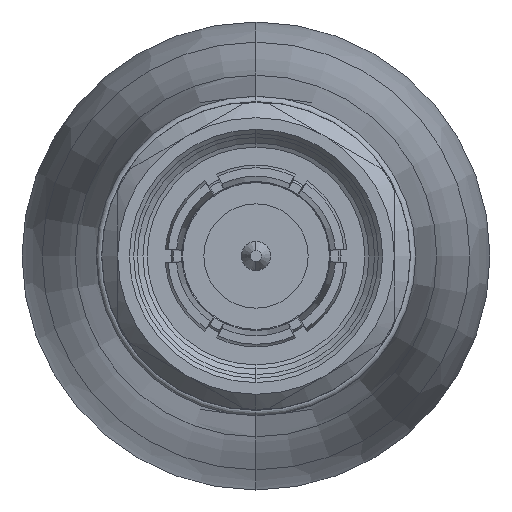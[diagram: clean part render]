
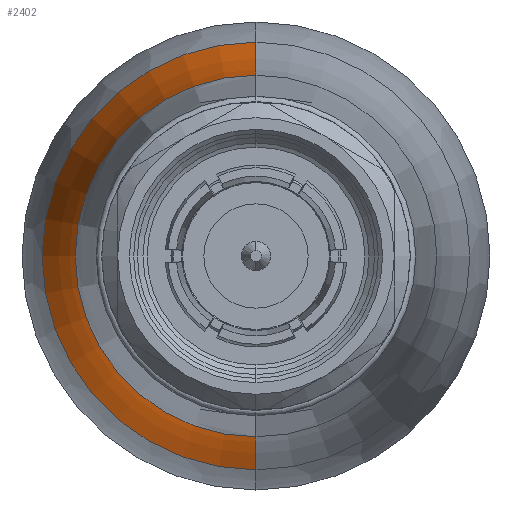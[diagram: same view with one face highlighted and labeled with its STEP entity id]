
A CAD part, left-side view. The second image highlights one B-rep face of the part: STEP entity #2402.
In plain terms, the highlighted toroidal (fillet/blend) face has major radius 58.467 mm and minor radius 50 mm.
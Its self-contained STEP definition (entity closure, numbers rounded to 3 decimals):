
#20 = DIRECTION ( 'NONE',  ( 0., 0., 1. ) ) ;
#83 = DIRECTION ( 'NONE',  ( 1., 0., 0. ) ) ;
#532 = DIRECTION ( 'NONE',  ( -1., 0., 0. ) ) ;
#586 = CIRCLE ( 'NONE', #4688, 50. ) ;
#644 = EDGE_LOOP ( 'NONE', ( #1594, #5504, #4805, #4394 ) ) ;
#770 = VERTEX_POINT ( 'NONE', #5418 ) ;
#943 = EDGE_CURVE ( 'NONE', #4292, #770, #3194, .T. ) ;
#1024 = DIRECTION ( 'NONE',  ( 0., -1., 0. ) ) ;
#1328 = VERTEX_POINT ( 'NONE', #4677 ) ;
#1594 = ORIENTED_EDGE ( 'NONE', *, *, #4707, .F. ) ;
#1687 = DIRECTION ( 'NONE',  ( -1., 0., 0. ) ) ;
#1856 = DIRECTION ( 'NONE',  ( -1., 0., 0. ) ) ;
#1994 = CARTESIAN_POINT ( 'NONE',  ( 57.178, 0., 10.05 ) ) ;
#2044 = CARTESIAN_POINT ( 'NONE',  ( 44.697, 0., -58.467 ) ) ;
#2402 = ADVANCED_FACE ( 'NONE', ( #3436 ), #3794, .F. ) ;
#2659 = EDGE_CURVE ( 'NONE', #1328, #4292, #3153, .T. ) ;
#2889 = DIRECTION ( 'NONE',  ( 0., 0., 1. ) ) ;
#3065 = AXIS2_PLACEMENT_3D ( 'NONE', #4184, #1024, #83 ) ;
#3132 = CIRCLE ( 'NONE', #5425, 8.498 ) ;
#3153 = CIRCLE ( 'NONE', #3065, 50. ) ;
#3191 = CARTESIAN_POINT ( 'NONE',  ( 46.442, 0., -8.498 ) ) ;
#3194 = CIRCLE ( 'NONE', #5006, 10.05 ) ;
#3436 = FACE_OUTER_BOUND ( 'NONE', #644, .T. ) ;
#3500 = DIRECTION ( 'NONE',  ( 0., 0., 1. ) ) ;
#3665 = CARTESIAN_POINT ( 'NONE',  ( 57.178, 0., 0. ) ) ;
#3794 = TOROIDAL_SURFACE ( 'NONE', #4269, 58.467, 50. ) ;
#4008 = EDGE_CURVE ( 'NONE', #1328, #5762, #3132, .T. ) ;
#4184 = CARTESIAN_POINT ( 'NONE',  ( 44.697, 0., 58.467 ) ) ;
#4269 = AXIS2_PLACEMENT_3D ( 'NONE', #5769, #1687, #3500 ) ;
#4292 = VERTEX_POINT ( 'NONE', #1994 ) ;
#4304 = DIRECTION ( 'NONE',  ( 0., 1., 0. ) ) ;
#4394 = ORIENTED_EDGE ( 'NONE', *, *, #943, .T. ) ;
#4677 = CARTESIAN_POINT ( 'NONE',  ( 46.442, 0., 8.498 ) ) ;
#4688 = AXIS2_PLACEMENT_3D ( 'NONE', #2044, #4304, #2889 ) ;
#4707 = EDGE_CURVE ( 'NONE', #5762, #770, #586, .T. ) ;
#4805 = ORIENTED_EDGE ( 'NONE', *, *, #2659, .T. ) ;
#4893 = CARTESIAN_POINT ( 'NONE',  ( 46.442, 0., 0. ) ) ;
#5006 = AXIS2_PLACEMENT_3D ( 'NONE', #3665, #532, #5064 ) ;
#5064 = DIRECTION ( 'NONE',  ( 0., 0., 1. ) ) ;
#5418 = CARTESIAN_POINT ( 'NONE',  ( 57.178, 0., -10.05 ) ) ;
#5425 = AXIS2_PLACEMENT_3D ( 'NONE', #4893, #1856, #20 ) ;
#5504 = ORIENTED_EDGE ( 'NONE', *, *, #4008, .F. ) ;
#5762 = VERTEX_POINT ( 'NONE', #3191 ) ;
#5769 = CARTESIAN_POINT ( 'NONE',  ( 44.697, 0., 0. ) ) ;
